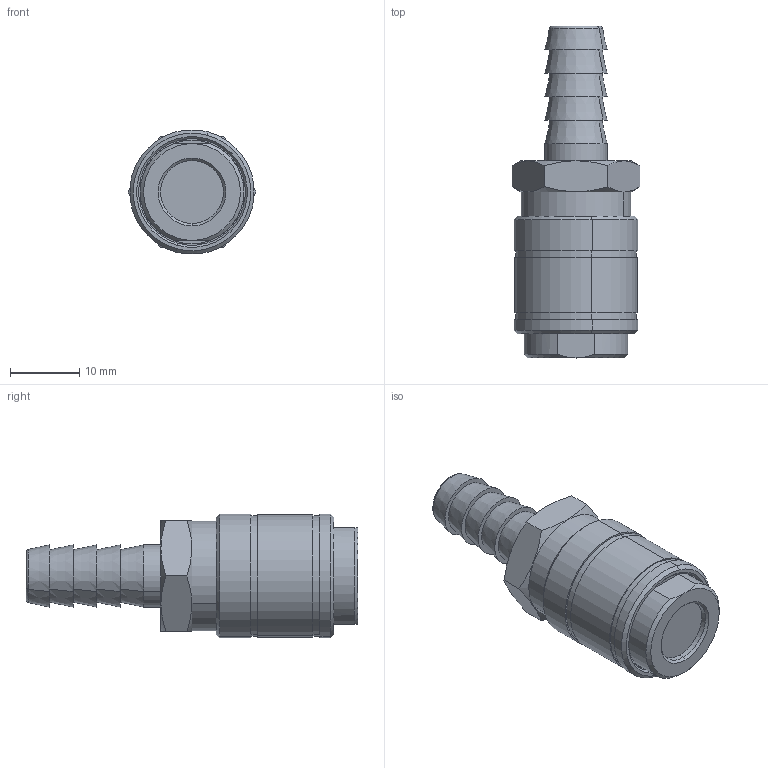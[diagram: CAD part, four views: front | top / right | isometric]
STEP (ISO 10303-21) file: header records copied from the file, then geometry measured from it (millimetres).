
FILE_DESCRIPTION (( 'STEP AP214' ), '1' );
FILE_NAME ('0011500003.step', '2012-11-15T17:58:22', ( '' ), ( '' ), 'SwSTEP 2.0', 'SolidWorks 2012', '' );
FILE_SCHEMA (( 'AUTOMOTIVE_DESIGN' ));
Length unit declared in the file: millimetre
Products named in the file (1): 0011500003
Bounding box: 18.48 x 48 x 17.93 mm (x, y, z)
Volume: 7456 mm3; surface area: 2965.1 mm2
Topology: 1 solids, 1 shells, 83 faces, 174 edges, 108 vertices
Faces by surface type: cone 30, plane 27, cylinder 24, torus 2
Entity records: 3285 total; most frequent: CARTESIAN_POINT 524, DIRECTION 410, ORIENTED_EDGE 348, AXIS2_PLACEMENT_3D 176, EDGE_CURVE 174, VERTEX_POINT 108, EDGE_LOOP 98, CIRCLE 92
